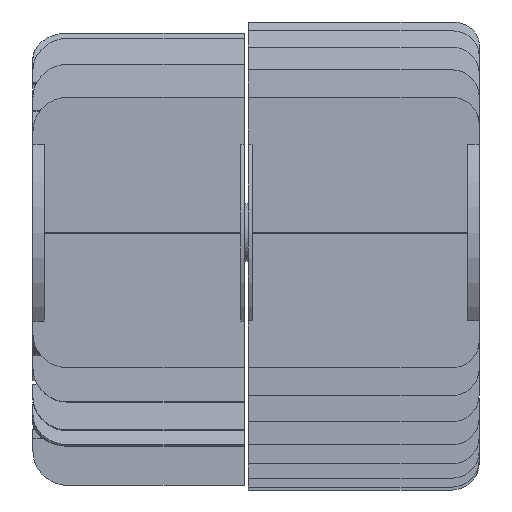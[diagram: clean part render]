
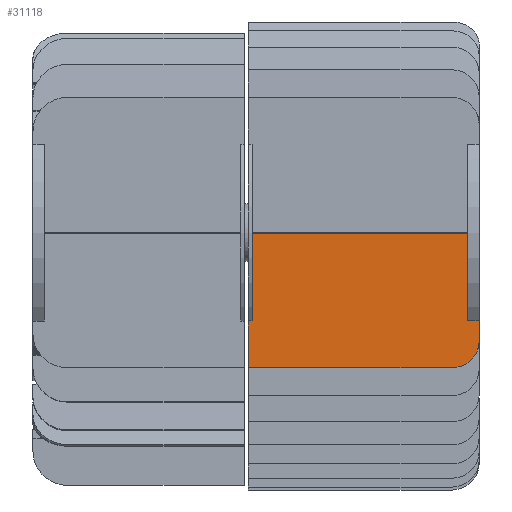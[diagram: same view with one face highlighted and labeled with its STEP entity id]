
A CAD part, front view. The second image highlights one B-rep face of the part: STEP entity #31118.
In plain terms, the highlighted face is planar.
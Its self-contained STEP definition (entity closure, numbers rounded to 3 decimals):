
#1455=PLANE('',#32948);
#2453=FACE_OUTER_BOUND('',#4235,.T.);
#4235=EDGE_LOOP('',(#21365,#21366,#21367,#21368,#21369,#21370,#21371,#21372,
#21373,#21374,#21375,#21376,#21377,#21378,#21379,#21380,#21381));
#6341=LINE('',#46476,#9213);
#6344=LINE('',#46482,#9216);
#6347=LINE('',#46488,#9219);
#6350=LINE('',#46494,#9222);
#6353=LINE('',#46500,#9225);
#6356=LINE('',#46506,#9228);
#6359=LINE('',#46512,#9231);
#6362=LINE('',#46518,#9234);
#6365=LINE('',#46524,#9237);
#6368=LINE('',#46530,#9240);
#6371=LINE('',#46536,#9243);
#6374=LINE('',#46542,#9246);
#6377=LINE('',#46548,#9249);
#6380=LINE('',#46554,#9252);
#6384=LINE('',#46566,#9256);
#6387=LINE('',#46570,#9259);
#9213=VECTOR('',#36619,10.);
#9216=VECTOR('',#36624,10.);
#9219=VECTOR('',#36629,10.);
#9222=VECTOR('',#36634,10.);
#9225=VECTOR('',#36639,10.);
#9228=VECTOR('',#36644,10.);
#9231=VECTOR('',#36649,10.);
#9234=VECTOR('',#36654,10.);
#9237=VECTOR('',#36659,10.);
#9240=VECTOR('',#36664,10.);
#9243=VECTOR('',#36669,10.);
#9246=VECTOR('',#36674,10.);
#9249=VECTOR('',#36679,10.);
#9252=VECTOR('',#36684,10.);
#9256=VECTOR('',#36696,10.);
#9259=VECTOR('',#36701,10.);
#12080=CIRCLE('',#32945,7.);
#13504=VERTEX_POINT('',#46473);
#13505=VERTEX_POINT('',#46475);
#13507=VERTEX_POINT('',#46481);
#13509=VERTEX_POINT('',#46487);
#13511=VERTEX_POINT('',#46493);
#13513=VERTEX_POINT('',#46499);
#13515=VERTEX_POINT('',#46505);
#13517=VERTEX_POINT('',#46511);
#13519=VERTEX_POINT('',#46517);
#13521=VERTEX_POINT('',#46523);
#13523=VERTEX_POINT('',#46529);
#13525=VERTEX_POINT('',#46535);
#13527=VERTEX_POINT('',#46541);
#13529=VERTEX_POINT('',#46547);
#13531=VERTEX_POINT('',#46553);
#13533=VERTEX_POINT('',#46559);
#13535=VERTEX_POINT('',#46565);
#16510=EDGE_CURVE('',#13505,#13504,#6341,.T.);
#16513=EDGE_CURVE('',#13507,#13505,#6344,.T.);
#16516=EDGE_CURVE('',#13509,#13507,#6347,.T.);
#16519=EDGE_CURVE('',#13511,#13509,#6350,.T.);
#16522=EDGE_CURVE('',#13513,#13511,#6353,.T.);
#16525=EDGE_CURVE('',#13515,#13513,#6356,.T.);
#16528=EDGE_CURVE('',#13517,#13515,#6359,.T.);
#16531=EDGE_CURVE('',#13519,#13517,#6362,.T.);
#16534=EDGE_CURVE('',#13521,#13519,#6365,.T.);
#16537=EDGE_CURVE('',#13523,#13521,#6368,.T.);
#16540=EDGE_CURVE('',#13525,#13523,#6371,.T.);
#16543=EDGE_CURVE('',#13527,#13525,#6374,.T.);
#16546=EDGE_CURVE('',#13529,#13527,#6377,.T.);
#16549=EDGE_CURVE('',#13531,#13529,#6380,.T.);
#16552=EDGE_CURVE('',#13533,#13531,#12080,.T.);
#16555=EDGE_CURVE('',#13535,#13533,#6384,.T.);
#16558=EDGE_CURVE('',#13504,#13535,#6387,.T.);
#21365=ORIENTED_EDGE('',*,*,#16558,.T.);
#21366=ORIENTED_EDGE('',*,*,#16555,.T.);
#21367=ORIENTED_EDGE('',*,*,#16552,.T.);
#21368=ORIENTED_EDGE('',*,*,#16549,.T.);
#21369=ORIENTED_EDGE('',*,*,#16546,.T.);
#21370=ORIENTED_EDGE('',*,*,#16543,.T.);
#21371=ORIENTED_EDGE('',*,*,#16540,.T.);
#21372=ORIENTED_EDGE('',*,*,#16537,.T.);
#21373=ORIENTED_EDGE('',*,*,#16534,.T.);
#21374=ORIENTED_EDGE('',*,*,#16531,.T.);
#21375=ORIENTED_EDGE('',*,*,#16528,.T.);
#21376=ORIENTED_EDGE('',*,*,#16525,.T.);
#21377=ORIENTED_EDGE('',*,*,#16522,.T.);
#21378=ORIENTED_EDGE('',*,*,#16519,.T.);
#21379=ORIENTED_EDGE('',*,*,#16516,.T.);
#21380=ORIENTED_EDGE('',*,*,#16513,.T.);
#21381=ORIENTED_EDGE('',*,*,#16510,.T.);
#31118=ADVANCED_FACE('',(#2453),#1455,.T.);
#32945=AXIS2_PLACEMENT_3D('',#46560,#36690,#36691);
#32948=AXIS2_PLACEMENT_3D('',#46571,#36702,#36703);
#36619=DIRECTION('',(-1.,0.,0.));
#36624=DIRECTION('',(0.,0.,1.));
#36629=DIRECTION('',(1.,0.,0.));
#36634=DIRECTION('',(0.,0.,1.));
#36639=DIRECTION('',(-1.,0.,0.));
#36644=DIRECTION('',(0.,0.,1.));
#36649=DIRECTION('',(-1.,0.,0.));
#36654=DIRECTION('',(0.,0.,-1.));
#36659=DIRECTION('',(-1.,0.,0.));
#36664=DIRECTION('',(0.,0.,-1.));
#36669=DIRECTION('',(1.,0.,0.));
#36674=DIRECTION('',(0.,0.,-1.));
#36679=DIRECTION('',(-1.,0.,0.));
#36684=DIRECTION('',(0.,0.,-1.));
#36690=DIRECTION('center_axis',(0.,1.,0.));
#36691=DIRECTION('ref_axis',(0.,0.,1.));
#36696=DIRECTION('',(1.,0.,0.));
#36701=DIRECTION('',(0.,0.,1.));
#36702=DIRECTION('center_axis',(0.,1.,0.));
#36703=DIRECTION('ref_axis',(1.,0.,0.));
#46473=CARTESIAN_POINT('',(15.,1.,52.85));
#46475=CARTESIAN_POINT('',(16.,1.,52.85));
#46476=CARTESIAN_POINT('',(15.,1.,52.85));
#46481=CARTESIAN_POINT('',(16.,1.,34.6));
#46482=CARTESIAN_POINT('',(16.,1.,52.85));
#46487=CARTESIAN_POINT('',(15.,1.,34.6));
#46488=CARTESIAN_POINT('',(16.,1.,34.6));
#46493=CARTESIAN_POINT('',(15.,1.,32.6));
#46494=CARTESIAN_POINT('',(15.,1.,33.5));
#46499=CARTESIAN_POINT('',(16.,1.,32.6));
#46500=CARTESIAN_POINT('',(16.,1.,32.6));
#46505=CARTESIAN_POINT('',(16.,1.,30.));
#46506=CARTESIAN_POINT('',(16.,1.,30.));
#46511=CARTESIAN_POINT('',(72.,1.,30.));
#46512=CARTESIAN_POINT('',(72.,1.,30.));
#46517=CARTESIAN_POINT('',(72.,1.,32.6));
#46518=CARTESIAN_POINT('',(72.,1.,30.));
#46523=CARTESIAN_POINT('',(75.,1.,32.6));
#46524=CARTESIAN_POINT('',(72.,1.,32.6));
#46529=CARTESIAN_POINT('',(75.,1.,34.6));
#46530=CARTESIAN_POINT('',(75.,1.,32.6));
#46535=CARTESIAN_POINT('',(72.,1.,34.6));
#46536=CARTESIAN_POINT('',(75.,1.,34.6));
#46541=CARTESIAN_POINT('',(72.,1.,52.85));
#46542=CARTESIAN_POINT('',(72.,1.,34.6));
#46547=CARTESIAN_POINT('',(75.,1.,52.85));
#46548=CARTESIAN_POINT('',(72.,1.,52.85));
#46553=CARTESIAN_POINT('',(75.,1.,58.));
#46554=CARTESIAN_POINT('',(75.,1.,58.));
#46559=CARTESIAN_POINT('',(68.,1.,65.));
#46560=CARTESIAN_POINT('Origin',(68.,1.,58.));
#46565=CARTESIAN_POINT('',(15.,1.,65.));
#46566=CARTESIAN_POINT('',(15.,1.,65.));
#46570=CARTESIAN_POINT('',(15.,1.,52.85));
#46571=CARTESIAN_POINT('Origin',(45.,1.,47.5));
